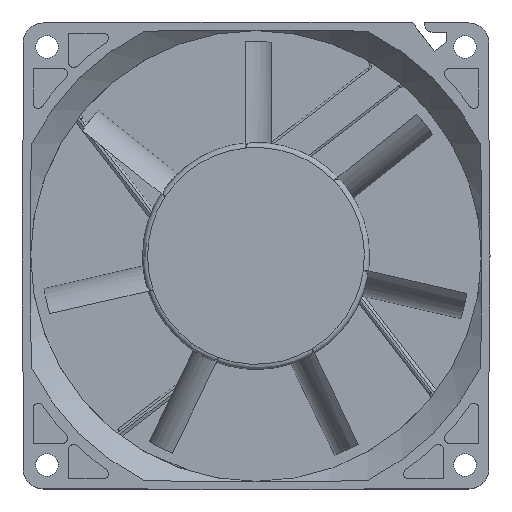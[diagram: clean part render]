
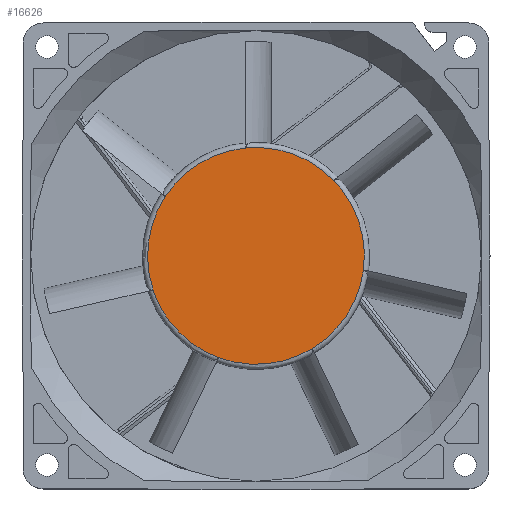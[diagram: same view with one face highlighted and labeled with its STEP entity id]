
A CAD part, top view. The second image highlights one B-rep face of the part: STEP entity #16626.
In plain terms, the highlighted face is planar.
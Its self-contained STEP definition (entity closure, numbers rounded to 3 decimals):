
#15889=CARTESIAN_POINT('',(0.,11.,0.));
#15890=DIRECTION('',(0.,-1.,0.));
#15891=DIRECTION('',(-0.992,0.,-0.128));
#15892=AXIS2_PLACEMENT_3D('',#15889,#15890,#15891);
#15894=CARTESIAN_POINT('',(0.,11.,0.));
#15895=DIRECTION('',(0.,-1.,0.));
#15896=DIRECTION('',(-0.518,0.,-0.855));
#15897=AXIS2_PLACEMENT_3D('',#15894,#15895,#15896);
#15899=CARTESIAN_POINT('',(0.,11.,0.));
#15900=DIRECTION('',(0.,-1.,0.));
#15901=DIRECTION('',(0.345,0.,-0.938));
#15902=AXIS2_PLACEMENT_3D('',#15899,#15900,#15901);
#15904=CARTESIAN_POINT('',(0.,11.,0.));
#15905=DIRECTION('',(0.,-1.,0.));
#15906=DIRECTION('',(0.796,0.,-0.605));
#15907=AXIS2_PLACEMENT_3D('',#15904,#15905,#15906);
#15909=CARTESIAN_POINT('',(0.,11.,0.));
#15910=DIRECTION('',(0.,-1.,0.));
#15911=DIRECTION('',(0.949,0.,-0.315));
#15912=AXIS2_PLACEMENT_3D('',#15909,#15910,#15911);
#15914=CARTESIAN_POINT('',(0.,11.,0.));
#15915=DIRECTION('',(0.,-1.,0.));
#15916=DIRECTION('',(0.838,0.,0.546));
#15917=AXIS2_PLACEMENT_3D('',#15914,#15915,#15916);
#15919=CARTESIAN_POINT('',(0.,11.,0.));
#15920=DIRECTION('',(0.,-1.,0.));
#15921=DIRECTION('',(0.096,0.,0.995));
#15922=AXIS2_PLACEMENT_3D('',#15919,#15920,#15921);
#15924=CARTESIAN_POINT('',(0.,11.,0.));
#15925=DIRECTION('',(0.,-1.,0.));
#15926=DIRECTION('',(-0.718,0.,0.696));
#15927=AXIS2_PLACEMENT_3D('',#15924,#15925,#15926);
#15929=CARTESIAN_POINT('',(0.,11.,0.));
#15930=DIRECTION('',(0.,-1.,0.));
#15931=DIRECTION('',(-0.796,0.,0.605));
#15932=AXIS2_PLACEMENT_3D('',#15929,#15930,#15931);
#16518=CARTESIAN_POINT('',(-21.323,11.,-2.75));
#16519=CARTESIAN_POINT('',(-11.145,11.,-18.386));
#16520=VERTEX_POINT('',#16518);
#16521=VERTEX_POINT('',#16519);
#16522=CARTESIAN_POINT('',(7.426,11.,-20.177));
#16523=VERTEX_POINT('',#16522);
#16524=CARTESIAN_POINT('',(17.116,11.,-13.011));
#16525=CARTESIAN_POINT('',(20.405,11.,-6.774));
#16526=VERTEX_POINT('',#16524);
#16527=VERTEX_POINT('',#16525);
#16528=CARTESIAN_POINT('',(18.018,11.,11.73));
#16529=VERTEX_POINT('',#16528);
#16530=CARTESIAN_POINT('',(2.063,11.,21.401));
#16531=VERTEX_POINT('',#16530);
#16532=CARTESIAN_POINT('',(-15.445,11.,14.957));
#16533=VERTEX_POINT('',#16532);
#16534=CARTESIAN_POINT('',(-17.118,11.,13.008));
#16535=VERTEX_POINT('',#16534);
#16601=CARTESIAN_POINT('',(0.,11.,0.));
#16602=DIRECTION('',(0.,1.,0.));
#16603=DIRECTION('',(1.,0.,0.));
#16604=AXIS2_PLACEMENT_3D('',#16601,#16602,#16603);
#16605=PLANE('',#16604);
#16607=ORIENTED_EDGE('',*,*,#16606,.T.);
#16609=ORIENTED_EDGE('',*,*,#16608,.T.);
#16611=ORIENTED_EDGE('',*,*,#16610,.T.);
#16613=ORIENTED_EDGE('',*,*,#16612,.T.);
#16615=ORIENTED_EDGE('',*,*,#16614,.T.);
#16617=ORIENTED_EDGE('',*,*,#16616,.T.);
#16619=ORIENTED_EDGE('',*,*,#16618,.T.);
#16621=ORIENTED_EDGE('',*,*,#16620,.T.);
#16623=ORIENTED_EDGE('',*,*,#16622,.T.);
#16624=EDGE_LOOP('',(#16607,#16609,#16611,#16613,#16615,#16617,#16619,#16621,
#16623));
#16625=FACE_OUTER_BOUND('',#16624,.F.);
#16626=ADVANCED_FACE('',(#16625),#16605,.T.);
#15893=CIRCLE('',#15892,21.5);
#15898=CIRCLE('',#15897,21.5);
#15903=CIRCLE('',#15902,21.5);
#15908=CIRCLE('',#15907,21.5);
#15913=CIRCLE('',#15912,21.5);
#15918=CIRCLE('',#15917,21.5);
#15923=CIRCLE('',#15922,21.5);
#15928=CIRCLE('',#15927,21.5);
#15933=CIRCLE('',#15932,21.5);
#16606=EDGE_CURVE('',#16520,#16521,#15893,.T.);
#16608=EDGE_CURVE('',#16521,#16523,#15898,.T.);
#16610=EDGE_CURVE('',#16523,#16526,#15903,.T.);
#16612=EDGE_CURVE('',#16526,#16527,#15908,.T.);
#16614=EDGE_CURVE('',#16527,#16529,#15913,.T.);
#16616=EDGE_CURVE('',#16529,#16531,#15918,.T.);
#16618=EDGE_CURVE('',#16531,#16533,#15923,.T.);
#16620=EDGE_CURVE('',#16533,#16535,#15928,.T.);
#16622=EDGE_CURVE('',#16535,#16520,#15933,.T.);
